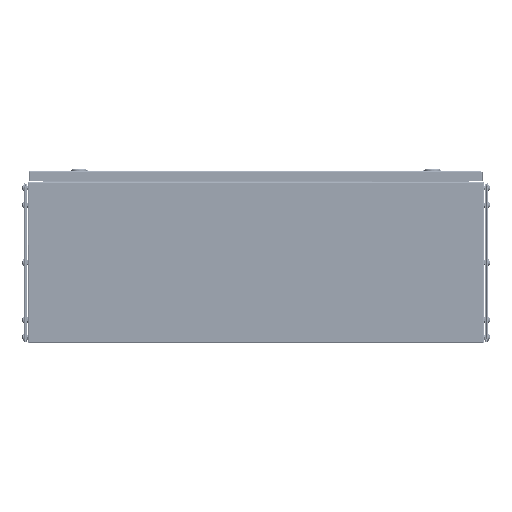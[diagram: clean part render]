
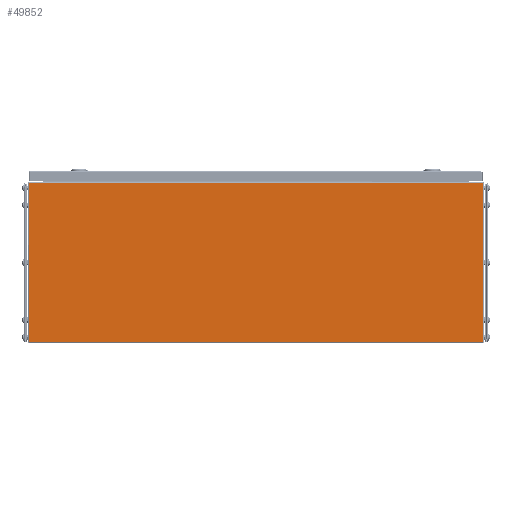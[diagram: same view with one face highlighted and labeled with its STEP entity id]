
A CAD part, left-side view. The second image highlights one B-rep face of the part: STEP entity #49852.
In plain terms, the highlighted planar face has unit normal (-1, 0, 0).
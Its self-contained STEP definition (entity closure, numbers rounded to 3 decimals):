
#1796 = CARTESIAN_POINT ( 'NONE',  ( -250., 395.5, 277.5 ) ) ;
#2487 = DIRECTION ( 'NONE',  ( 0., 0., 1. ) ) ;
#2880 = DIRECTION ( 'NONE',  ( 0., 0., -1. ) ) ;
#3636 = EDGE_CURVE ( 'NONE', #52944, #77960, #12229, .T. ) ;
#5332 = VERTEX_POINT ( 'NONE', #48892 ) ;
#12229 = LINE ( 'NONE', #53329, #80474 ) ;
#12889 = CARTESIAN_POINT ( 'NONE',  ( -250., -395.5, 277.5 ) ) ;
#13841 = EDGE_CURVE ( 'NONE', #68883, #77960, #44385, .T. ) ;
#24067 = VECTOR ( 'NONE', #24492, 1000. ) ;
#24492 = DIRECTION ( 'NONE',  ( 0., 1., 0. ) ) ;
#27385 = CARTESIAN_POINT ( 'NONE',  ( -250., 0., 0. ) ) ;
#32900 = CARTESIAN_POINT ( 'NONE',  ( -250., -395.5, 1. ) ) ;
#33931 = ORIENTED_EDGE ( 'NONE', *, *, #71044, .T. ) ;
#34118 = DIRECTION ( 'NONE',  ( 0., 1., 0. ) ) ;
#36187 = AXIS2_PLACEMENT_3D ( 'NONE', #27385, #67614, #2880 ) ;
#37552 = ORIENTED_EDGE ( 'NONE', *, *, #3636, .T. ) ;
#37758 = CARTESIAN_POINT ( 'NONE',  ( -250., 395.5, 1. ) ) ;
#41021 = EDGE_CURVE ( 'NONE', #5332, #52944, #74358, .T. ) ;
#44385 = LINE ( 'NONE', #37758, #24067 ) ;
#44592 = ORIENTED_EDGE ( 'NONE', *, *, #13841, .F. ) ;
#46766 = EDGE_LOOP ( 'NONE', ( #58700, #37552, #44592, #33931 ) ) ;
#47280 = FACE_OUTER_BOUND ( 'NONE', #46766, .T. ) ;
#48892 = CARTESIAN_POINT ( 'NONE',  ( -250., -395.5, 277.5 ) ) ;
#49852 = ADVANCED_FACE ( 'NONE', ( #47280 ), #68490, .F. ) ;
#52737 = VECTOR ( 'NONE', #2487, 1000. ) ;
#52944 = VERTEX_POINT ( 'NONE', #1796 ) ;
#53329 = CARTESIAN_POINT ( 'NONE',  ( -250., 395.5, 0. ) ) ;
#53772 = DIRECTION ( 'NONE',  ( 0., 0., -1. ) ) ;
#56987 = CARTESIAN_POINT ( 'NONE',  ( -250., 395.5, 1. ) ) ;
#58492 = LINE ( 'NONE', #73073, #52737 ) ;
#58700 = ORIENTED_EDGE ( 'NONE', *, *, #41021, .T. ) ;
#59665 = VECTOR ( 'NONE', #34118, 1000. ) ;
#67614 = DIRECTION ( 'NONE',  ( 1., 0., 0. ) ) ;
#68490 = PLANE ( 'NONE',  #36187 ) ;
#68883 = VERTEX_POINT ( 'NONE', #32900 ) ;
#71044 = EDGE_CURVE ( 'NONE', #68883, #5332, #58492, .T. ) ;
#73073 = CARTESIAN_POINT ( 'NONE',  ( -250., -395.5, 0. ) ) ;
#74358 = LINE ( 'NONE', #12889, #59665 ) ;
#77960 = VERTEX_POINT ( 'NONE', #56987 ) ;
#80474 = VECTOR ( 'NONE', #53772, 1000. ) ;
